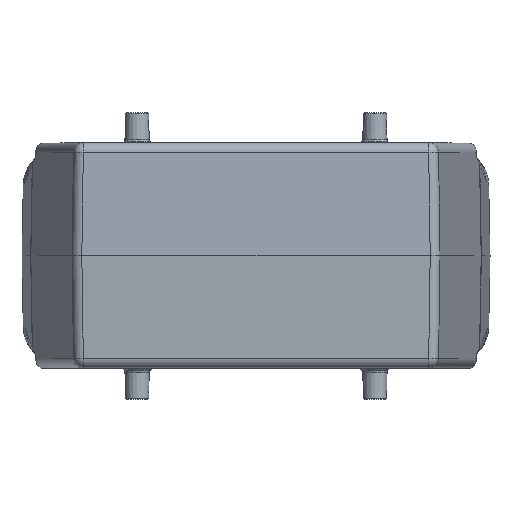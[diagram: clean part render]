
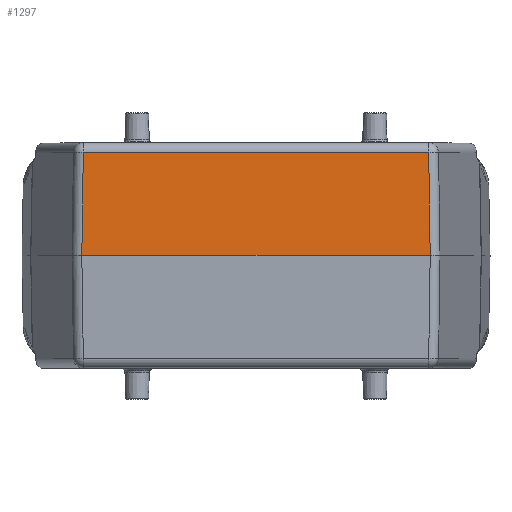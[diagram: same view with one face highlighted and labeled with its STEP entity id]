
A CAD part, top view. The second image highlights one B-rep face of the part: STEP entity #1297.
In plain terms, the highlighted planar face has unit normal (0, 0.018, 1).
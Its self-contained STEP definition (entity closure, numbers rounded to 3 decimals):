
#1297=ADVANCED_FACE('',(#2064),#1856,.T.);
#1856=PLANE('',#12273);
#2064=FACE_OUTER_BOUND('',#2631,.T.);
#2631=EDGE_LOOP('',(#3656,#3657,#3658,#3659));
#3656=ORIENTED_EDGE('',*,*,#7188,.T.);
#3657=ORIENTED_EDGE('',*,*,#7189,.T.);
#3658=ORIENTED_EDGE('',*,*,#7190,.F.);
#3659=ORIENTED_EDGE('',*,*,#7191,.T.);
#6289=VERTEX_POINT('',#18778);
#6290=VERTEX_POINT('',#18779);
#6291=VERTEX_POINT('',#18781);
#6292=VERTEX_POINT('',#18783);
#7188=EDGE_CURVE('',#6289,#6290,#10212,.T.);
#7189=EDGE_CURVE('',#6290,#6291,#10213,.T.);
#7190=EDGE_CURVE('',#6292,#6291,#10214,.T.);
#7191=EDGE_CURVE('',#6292,#6289,#10215,.T.);
#10212=LINE('',#18777,#10902);
#10213=LINE('',#18780,#10903);
#10214=LINE('',#18782,#10904);
#10215=LINE('',#18784,#10905);
#10902=VECTOR('',#13719,1.);
#10903=VECTOR('',#13720,1.);
#10904=VECTOR('',#13721,1.);
#10905=VECTOR('',#13722,1.);
#12273=AXIS2_PLACEMENT_3D('',#18785,#13723,#13724);
#13719=DIRECTION('',(-1.,0.,0.));
#13720=DIRECTION('',(-0.014,-1.,0.017));
#13721=DIRECTION('',(-1.,0.,0.));
#13722=DIRECTION('',(-0.014,1.,-0.017));
#13723=DIRECTION('',(0.,0.017,1.));
#13724=DIRECTION('',(0.,-1.,0.017));
#18777=CARTESIAN_POINT('',(-36.124,20.535,66.492));
#18778=CARTESIAN_POINT('',(34.503,20.535,66.492));
#18779=CARTESIAN_POINT('',(-34.503,20.535,66.492));
#18780=CARTESIAN_POINT('',(-34.799,-0.024,66.85));
#18781=CARTESIAN_POINT('',(-34.799,0.,66.85));
#18782=CARTESIAN_POINT('',(-36.447,0.,66.85));
#18783=CARTESIAN_POINT('',(34.799,0.,66.85));
#18784=CARTESIAN_POINT('',(34.784,1.025,66.832));
#18785=CARTESIAN_POINT('',(-36.447,0.,66.85));
